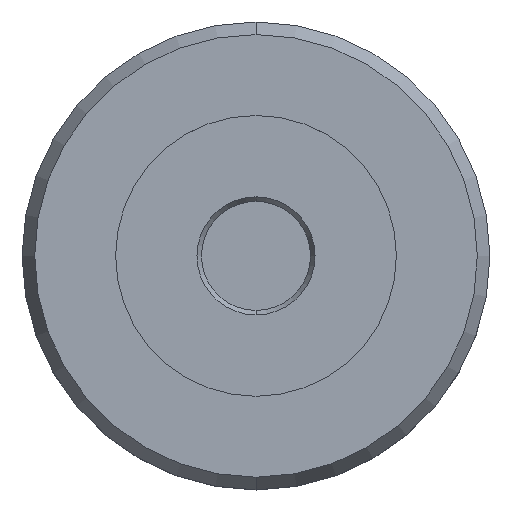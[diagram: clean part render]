
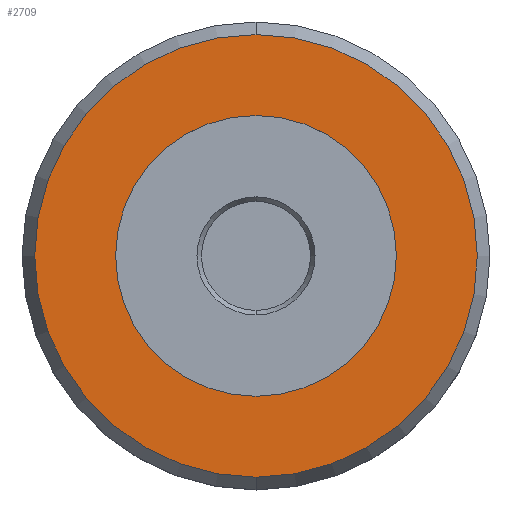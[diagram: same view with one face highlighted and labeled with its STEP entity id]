
A CAD part, top view. The second image highlights one B-rep face of the part: STEP entity #2709.
In plain terms, the highlighted planar face has unit normal (0, 0, 1).
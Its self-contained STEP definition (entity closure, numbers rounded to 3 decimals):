
#2528=CARTESIAN_POINT('',(0.,0.,8.));
#2529=DIRECTION('',(0.,0.,-1.));
#2530=DIRECTION('',(0.,1.,0.));
#2531=AXIS2_PLACEMENT_3D('',#2528,#2529,#2530);
#2536=CARTESIAN_POINT('',(0.,0.,8.));
#2537=DIRECTION('',(0.,0.,1.));
#2538=DIRECTION('',(0.,1.,0.));
#2539=AXIS2_PLACEMENT_3D('',#2536,#2537,#2538);
#2544=CARTESIAN_POINT('',(0.,0.,8.));
#2545=DIRECTION('',(0.,0.,1.));
#2546=DIRECTION('',(0.,1.,0.));
#2547=AXIS2_PLACEMENT_3D('',#2544,#2545,#2546);
#2552=CARTESIAN_POINT('',(0.,0.,8.));
#2553=DIRECTION('',(0.,0.,1.));
#2554=DIRECTION('',(0.,-1.,0.));
#2555=AXIS2_PLACEMENT_3D('',#2552,#2553,#2554);
#2625=CARTESIAN_POINT('',(0.,9.009,8.));
#2627=VERTEX_POINT('',#2625);
#2629=CARTESIAN_POINT('',(0.,-9.009,8.));
#2631=VERTEX_POINT('',#2629);
#2636=CARTESIAN_POINT('',(0.,14.201,8.));
#2637=CARTESIAN_POINT('',(0.,-14.201,8.));
#2638=VERTEX_POINT('',#2636);
#2639=VERTEX_POINT('',#2637);
#2694=CARTESIAN_POINT('',(0.,0.,8.));
#2695=DIRECTION('',(0.,0.,1.));
#2696=DIRECTION('',(0.,-1.,0.));
#2697=AXIS2_PLACEMENT_3D('',#2694,#2695,#2696);
#2698=PLANE('',#2697);
#2700=ORIENTED_EDGE('',*,*,#2699,.F.);
#2702=ORIENTED_EDGE('',*,*,#2701,.F.);
#2703=EDGE_LOOP('',(#2700,#2702));
#2704=FACE_OUTER_BOUND('',#2703,.F.);
#2705=ORIENTED_EDGE('',*,*,#2674,.F.);
#2706=ORIENTED_EDGE('',*,*,#2651,.T.);
#2707=EDGE_LOOP('',(#2705,#2706));
#2708=FACE_BOUND('',#2707,.F.);
#2532=CIRCLE('',#2531,9.009);
#2540=CIRCLE('',#2539,9.009);
#2548=CIRCLE('',#2547,14.201);
#2556=CIRCLE('',#2555,14.201);
#2651=EDGE_CURVE('',#2627,#2631,#2540,.T.);
#2674=EDGE_CURVE('',#2627,#2631,#2532,.T.);
#2699=EDGE_CURVE('',#2638,#2639,#2548,.T.);
#2701=EDGE_CURVE('',#2639,#2638,#2556,.T.);
#2709=ADVANCED_FACE('',(#2704,#2708),#2698,.T.);
